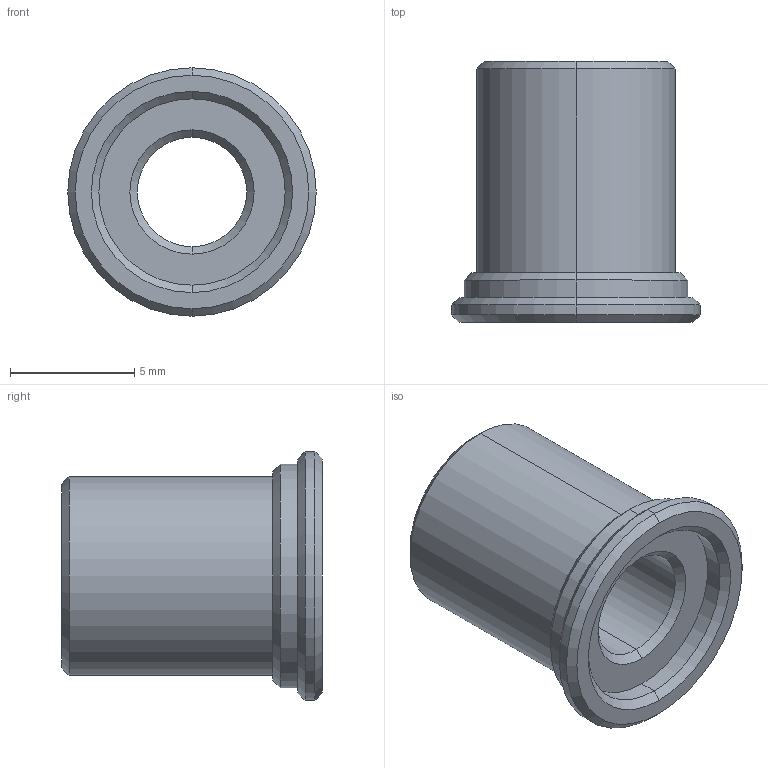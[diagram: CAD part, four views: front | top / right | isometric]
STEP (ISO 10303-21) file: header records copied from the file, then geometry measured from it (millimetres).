
FILE_DESCRIPTION (( 'STEP AP214' ), '1' );
FILE_NAME ('shaft_2.STEP', '2026-01-14T08:47:31', ( '' ), ( '' ), 'SwSTEP 2.0', 'SolidWorks 2023', '' );
FILE_SCHEMA (( 'AUTOMOTIVE_DESIGN' ));
Length unit declared in the file: millimetre
Products named in the file (1): shaft_2
Bounding box: 10 x 10.5 x 10 mm (x, y, z)
Volume: 315.6 mm3; surface area: 556.3 mm2
Topology: 1 solids, 1 shells, 44 faces, 94 edges, 56 vertices
Faces by surface type: cone 16, cylinder 14, plane 14
Entity records: 1209 total; most frequent: DIRECTION 228, CARTESIAN_POINT 195, ORIENTED_EDGE 188, EDGE_CURVE 94, AXIS2_PLACEMENT_3D 89, VERTEX_POINT 56, VECTOR 50, EDGE_LOOP 50
